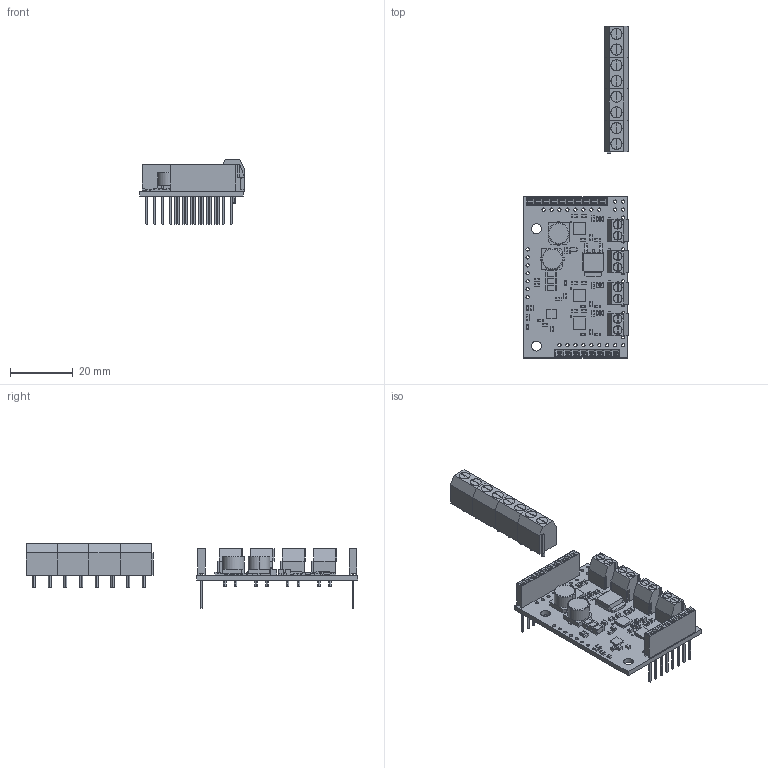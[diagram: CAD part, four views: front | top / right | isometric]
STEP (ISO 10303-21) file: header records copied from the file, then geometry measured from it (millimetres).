
FILE_DESCRIPTION (( 'STEP AP214' ), '1' );
FILE_NAME ('motoron-m3s256-triple-motor-controller-shield-for-arduino.step', '2022-03-25T21:34:59', ( '' ), ( '' ), 'SwSTEP 2.0', 'SolidWorks 2021', '' );
FILE_SCHEMA (( 'AUTOMOTIVE_DESIGN' ));
Length unit declared in the file: millimetre
Products named in the file (1): motoron-m3s256-triple-motor-controller-shield-for-arduino
Bounding box: 33.37 x 105.65 x 20.5 mm (x, y, z)
Volume: 7489.9 mm3; surface area: 12814.3 mm2
Topology: 11 solids, 11 shells, 3078 faces, 8560 edges, 5526 vertices
Faces by surface type: plane 2391, cylinder 476, bspline 207, torus 4
Entity records: 139348 total; most frequent: CARTESIAN_POINT 27104, ORIENTED_EDGE 17120, DIRECTION 14642, EDGE_CURVE 8560, LINE 6906, VECTOR 6906, VERTEX_POINT 5526, AXIS2_PLACEMENT_3D 3868
